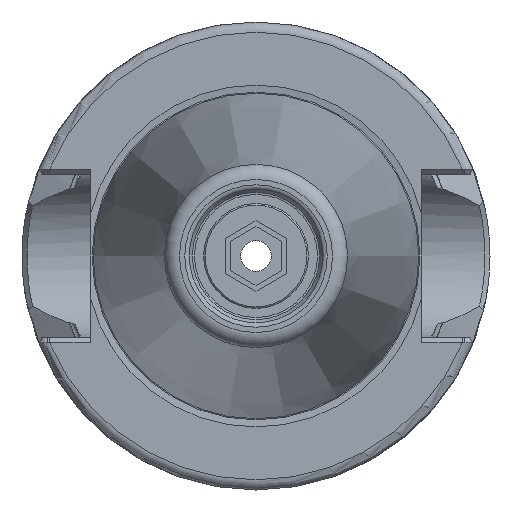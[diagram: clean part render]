
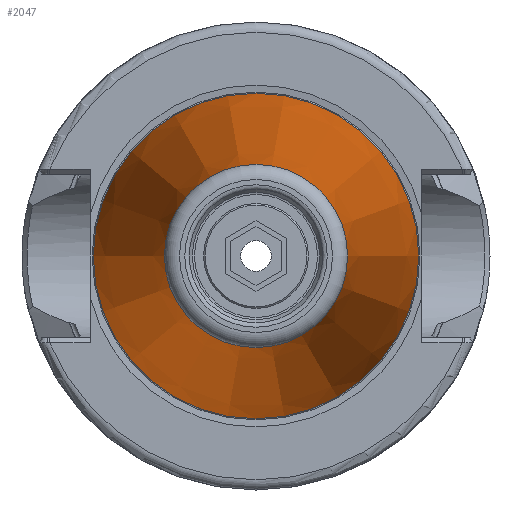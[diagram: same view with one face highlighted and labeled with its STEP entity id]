
A CAD part, left-side view. The second image highlights one B-rep face of the part: STEP entity #2047.
In plain terms, the highlighted conical face has half-angle 8.297 degrees and reference radius 12.502 mm.
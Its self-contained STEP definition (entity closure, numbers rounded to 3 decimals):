
#95=CONICAL_SURFACE('',#2275,12.502,0.145);
#185=LINE('',#4104,#299);
#299=VECTOR('',#2770,12.502);
#460=FACE_OUTER_BOUND('',#579,.T.);
#579=EDGE_LOOP('',(#1747,#1748,#1749,#1750,#1751,#1752,#1753));
#718=CIRCLE('',#2271,9.004);
#719=CIRCLE('',#2272,9.004);
#720=CIRCLE('',#2273,9.004);
#722=CIRCLE('',#2276,15.999);
#723=CIRCLE('',#2277,15.999);
#917=VERTEX_POINT('',#4092);
#918=VERTEX_POINT('',#4093);
#919=VERTEX_POINT('',#4095);
#920=VERTEX_POINT('',#4100);
#921=VERTEX_POINT('',#4101);
#1205=EDGE_CURVE('',#917,#918,#718,.T.);
#1206=EDGE_CURVE('',#919,#917,#719,.T.);
#1207=EDGE_CURVE('',#918,#919,#720,.T.);
#1209=EDGE_CURVE('',#920,#921,#722,.T.);
#1210=EDGE_CURVE('',#921,#920,#723,.T.);
#1211=EDGE_CURVE('',#921,#919,#185,.T.);
#1747=ORIENTED_EDGE('',*,*,#1209,.F.);
#1748=ORIENTED_EDGE('',*,*,#1210,.F.);
#1749=ORIENTED_EDGE('',*,*,#1211,.T.);
#1750=ORIENTED_EDGE('',*,*,#1206,.T.);
#1751=ORIENTED_EDGE('',*,*,#1205,.T.);
#1752=ORIENTED_EDGE('',*,*,#1207,.T.);
#1753=ORIENTED_EDGE('',*,*,#1211,.F.);
#2047=ADVANCED_FACE('',(#460),#95,.T.);
#2271=AXIS2_PLACEMENT_3D('',#4094,#2756,#2757);
#2272=AXIS2_PLACEMENT_3D('',#4096,#2758,#2759);
#2273=AXIS2_PLACEMENT_3D('',#4097,#2760,#2761);
#2275=AXIS2_PLACEMENT_3D('',#4099,#2764,#2765);
#2276=AXIS2_PLACEMENT_3D('',#4102,#2766,#2767);
#2277=AXIS2_PLACEMENT_3D('',#4103,#2768,#2769);
#2756=DIRECTION('center_axis',(1.,0.,0.));
#2757=DIRECTION('ref_axis',(0.,0.,-1.));
#2758=DIRECTION('center_axis',(1.,0.,0.));
#2759=DIRECTION('ref_axis',(0.,0.,-1.));
#2760=DIRECTION('center_axis',(1.,0.,0.));
#2761=DIRECTION('ref_axis',(0.,0.,-1.));
#2764=DIRECTION('center_axis',(1.,0.,0.));
#2765=DIRECTION('ref_axis',(0.,1.,0.));
#2766=DIRECTION('center_axis',(1.,0.,0.));
#2767=DIRECTION('ref_axis',(0.,0.,-1.));
#2768=DIRECTION('center_axis',(1.,0.,0.));
#2769=DIRECTION('ref_axis',(0.,0.,-1.));
#2770=DIRECTION('',(-0.99,0.144,0.));
#4092=CARTESIAN_POINT('',(-47.116,9.004,0.));
#4093=CARTESIAN_POINT('',(-47.116,0.,9.004));
#4094=CARTESIAN_POINT('Origin',(-47.116,0.,
0.));
#4095=CARTESIAN_POINT('',(-47.116,-9.004,0.));
#4096=CARTESIAN_POINT('Origin',(-47.116,0.,
0.));
#4097=CARTESIAN_POINT('Origin',(-47.116,0.,
0.));
#4099=CARTESIAN_POINT('Origin',(-23.132,0.,
0.));
#4100=CARTESIAN_POINT('',(0.852,15.999,0.));
#4101=CARTESIAN_POINT('',(0.852,-15.999,0.));
#4102=CARTESIAN_POINT('Origin',(0.852,0.,
0.));
#4103=CARTESIAN_POINT('Origin',(0.852,0.,
0.));
#4104=CARTESIAN_POINT('',(-23.132,-12.502,0.));
